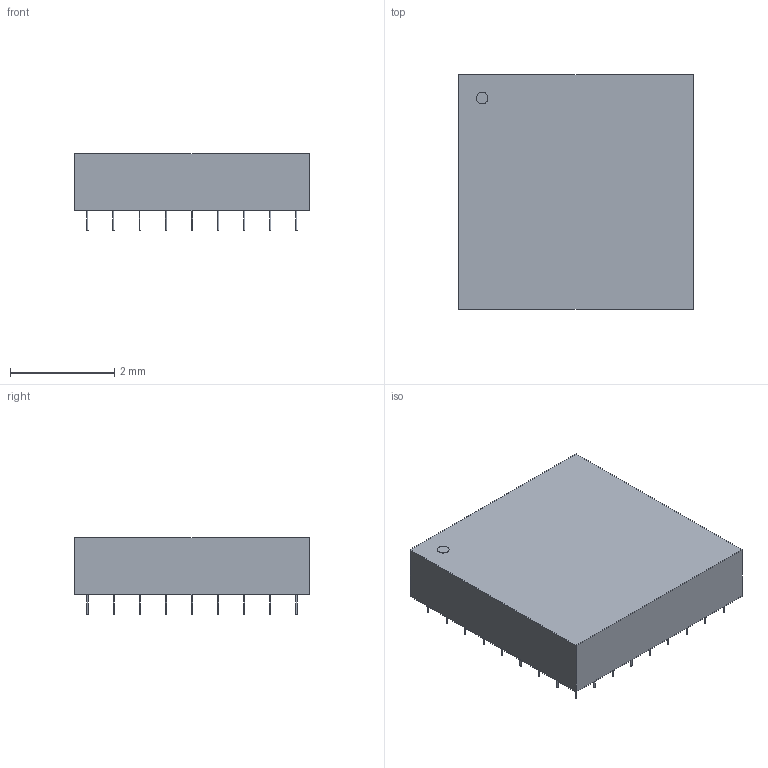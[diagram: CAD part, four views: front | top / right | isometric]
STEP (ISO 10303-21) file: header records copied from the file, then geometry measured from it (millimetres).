
FILE_DESCRIPTION(('STEP AP214'),'1');
FILE_NAME('BGA_E-M8Q-0_UBL','2024-11-06T10:12:52',(''),(''),'','','');
FILE_SCHEMA(('AUTOMOTIVE_DESIGN'));
Length unit declared in the file: millimetre
Products named in the file (1): product
Bounding box: 4.5 x 4.5 x 1.48 mm (x, y, z)
Volume: 22.1 mm3; surface area: 61.8 mm2
Topology: 53 solids, 53 shells, 162 faces, 168 edges, 112 vertices
Faces by surface type: plane 110, cylinder 52
Full cylindrical faces by diameter (mm): 0.025 x51, 0.225 x1
Entity records: 3178 total; most frequent: DIRECTION 650, CARTESIAN_POINT 431, AXIS2_PLACEMENT_3D 319, ORIENTED_EDGE 232, EDGE_LOOP 214, ADVANCED_FACE 162, FACE_OUTER_BOUND 162, STYLED_ITEM 162
